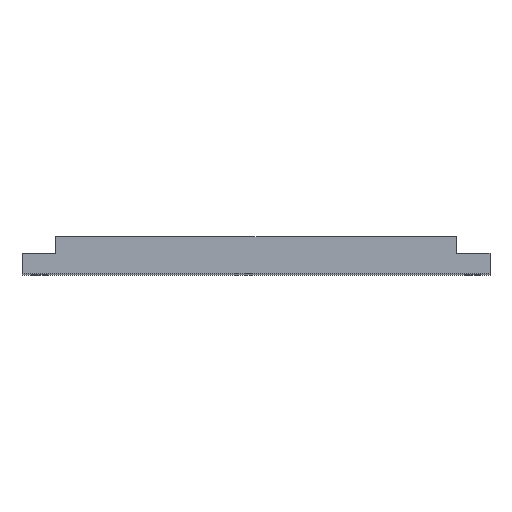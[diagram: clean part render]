
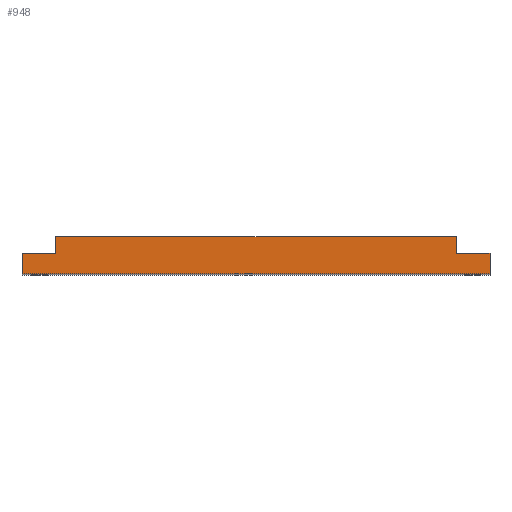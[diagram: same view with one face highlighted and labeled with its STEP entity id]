
A CAD part, top view. The second image highlights one B-rep face of the part: STEP entity #948.
In plain terms, the highlighted planar face has unit normal (0, 0, 1).
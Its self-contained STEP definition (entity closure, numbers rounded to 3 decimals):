
#48 = VECTOR ( 'NONE', #207, 1000. ) ;
#50 = PLANE ( 'NONE',  #551 ) ;
#56 = DIRECTION ( 'NONE',  ( 0., 1., 0. ) ) ;
#71 = ORIENTED_EDGE ( 'NONE', *, *, #1423, .F. ) ;
#83 = CARTESIAN_POINT ( 'NONE',  ( 135., 0., 200. ) ) ;
#97 = VECTOR ( 'NONE', #1145, 1000. ) ;
#133 = DIRECTION ( 'NONE',  ( 1., 0., 0. ) ) ;
#134 = VERTEX_POINT ( 'NONE', #1034 ) ;
#143 = VERTEX_POINT ( 'NONE', #83 ) ;
#157 = CARTESIAN_POINT ( 'NONE',  ( 0., 0., 200. ) ) ;
#158 = FACE_OUTER_BOUND ( 'NONE', #1053, .T. ) ;
#171 = LINE ( 'NONE', #157, #1438 ) ;
#207 = DIRECTION ( 'NONE',  ( 0., 1., 0. ) ) ;
#244 = VECTOR ( 'NONE', #133, 1000. ) ;
#256 = ORIENTED_EDGE ( 'NONE', *, *, #334, .F. ) ;
#280 = EDGE_CURVE ( 'NONE', #1292, #377, #605, .T. ) ;
#334 = EDGE_CURVE ( 'NONE', #1455, #1199, #719, .T. ) ;
#347 = CARTESIAN_POINT ( 'NONE',  ( 135., 0., 200. ) ) ;
#368 = CARTESIAN_POINT ( 'NONE',  ( 9.8, 6., 200. ) ) ;
#374 = CARTESIAN_POINT ( 'NONE',  ( 135., 6., 200. ) ) ;
#377 = VERTEX_POINT ( 'NONE', #374 ) ;
#385 = ORIENTED_EDGE ( 'NONE', *, *, #977, .F. ) ;
#403 = ORIENTED_EDGE ( 'NONE', *, *, #1486, .T. ) ;
#451 = DIRECTION ( 'NONE',  ( 1., 0., 0. ) ) ;
#546 = CARTESIAN_POINT ( 'NONE',  ( 9.8, 6., 200. ) ) ;
#551 = AXIS2_PLACEMENT_3D ( 'NONE', #648, #664, #1024 ) ;
#577 = VECTOR ( 'NONE', #783, 1000. ) ;
#605 = LINE ( 'NONE', #1311, #1259 ) ;
#632 = VERTEX_POINT ( 'NONE', #1537 ) ;
#648 = CARTESIAN_POINT ( 'NONE',  ( 0., 0., 200. ) ) ;
#664 = DIRECTION ( 'NONE',  ( 0., 0., -1. ) ) ;
#719 = LINE ( 'NONE', #1538, #993 ) ;
#767 = CARTESIAN_POINT ( 'NONE',  ( 0., 0., 200. ) ) ;
#770 = ORIENTED_EDGE ( 'NONE', *, *, #1300, .F. ) ;
#776 = LINE ( 'NONE', #546, #577 ) ;
#783 = DIRECTION ( 'NONE',  ( 0., 1., 0. ) ) ;
#851 = DIRECTION ( 'NONE',  ( 1., 0., 0. ) ) ;
#863 = CARTESIAN_POINT ( 'NONE',  ( 9.8, 10.7, 200. ) ) ;
#898 = ORIENTED_EDGE ( 'NONE', *, *, #280, .F. ) ;
#948 = ADVANCED_FACE ( 'NONE', ( #158 ), #50, .F. ) ;
#949 = DIRECTION ( 'NONE',  ( 0., 1., 0. ) ) ;
#965 = VECTOR ( 'NONE', #949, 1000. ) ;
#977 = EDGE_CURVE ( 'NONE', #1199, #632, #776, .T. ) ;
#981 = CARTESIAN_POINT ( 'NONE',  ( 125.2, 6., 200. ) ) ;
#993 = VECTOR ( 'NONE', #451, 1000. ) ;
#1002 = ORIENTED_EDGE ( 'NONE', *, *, #1027, .T. ) ;
#1024 = DIRECTION ( 'NONE',  ( -1., 0., 0. ) ) ;
#1027 = EDGE_CURVE ( 'NONE', #1448, #143, #1140, .T. ) ;
#1034 = CARTESIAN_POINT ( 'NONE',  ( 125.2, 10.7, 200. ) ) ;
#1053 = EDGE_LOOP ( 'NONE', ( #403, #770, #385, #256, #71, #1002, #1409, #898 ) ) ;
#1140 = LINE ( 'NONE', #1263, #97 ) ;
#1141 = EDGE_CURVE ( 'NONE', #143, #377, #1192, .T. ) ;
#1145 = DIRECTION ( 'NONE',  ( 1., 0., 0. ) ) ;
#1155 = LINE ( 'NONE', #1532, #965 ) ;
#1192 = LINE ( 'NONE', #347, #48 ) ;
#1199 = VERTEX_POINT ( 'NONE', #368 ) ;
#1225 = LINE ( 'NONE', #863, #244 ) ;
#1259 = VECTOR ( 'NONE', #851, 1000. ) ;
#1263 = CARTESIAN_POINT ( 'NONE',  ( 0., 0., 200. ) ) ;
#1292 = VERTEX_POINT ( 'NONE', #981 ) ;
#1300 = EDGE_CURVE ( 'NONE', #632, #134, #1225, .T. ) ;
#1311 = CARTESIAN_POINT ( 'NONE',  ( 125.2, 6., 200. ) ) ;
#1409 = ORIENTED_EDGE ( 'NONE', *, *, #1141, .T. ) ;
#1423 = EDGE_CURVE ( 'NONE', #1448, #1455, #171, .T. ) ;
#1438 = VECTOR ( 'NONE', #56, 1000. ) ;
#1448 = VERTEX_POINT ( 'NONE', #767 ) ;
#1455 = VERTEX_POINT ( 'NONE', #1502 ) ;
#1486 = EDGE_CURVE ( 'NONE', #1292, #134, #1155, .T. ) ;
#1502 = CARTESIAN_POINT ( 'NONE',  ( 0., 6., 200. ) ) ;
#1532 = CARTESIAN_POINT ( 'NONE',  ( 125.2, 6., 200. ) ) ;
#1537 = CARTESIAN_POINT ( 'NONE',  ( 9.8, 10.7, 200. ) ) ;
#1538 = CARTESIAN_POINT ( 'NONE',  ( 0., 6., 200. ) ) ;
